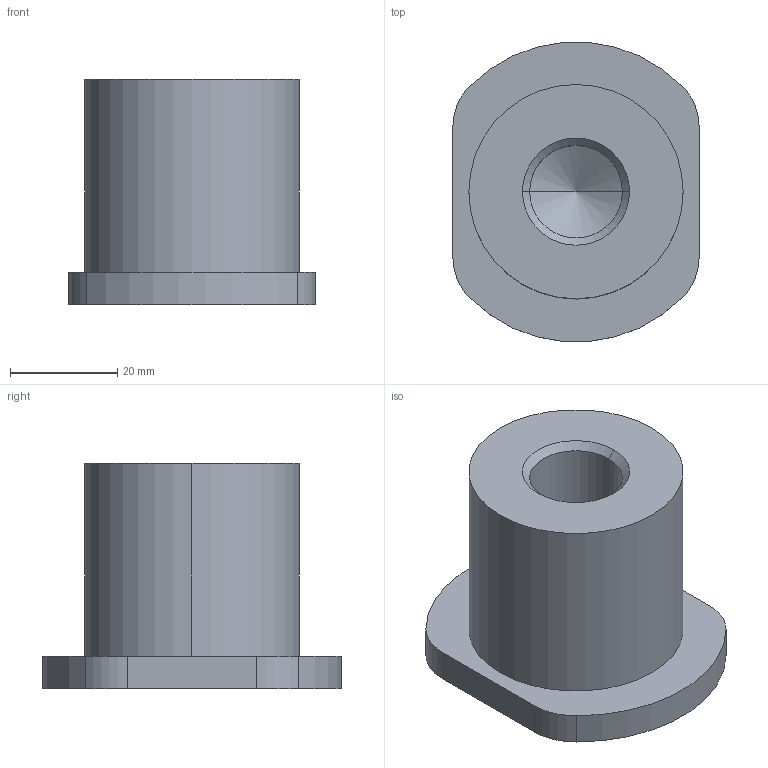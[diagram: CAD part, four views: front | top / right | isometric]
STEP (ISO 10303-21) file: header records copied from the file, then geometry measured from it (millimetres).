
FILE_DESCRIPTION(('STEP AP214'),'1');
FILE_NAME('cctmp_53A6EF6A-A9C3-4A22-9527-37717CC7D5C2_2023_07_07_08_33_50_0170_71300..stp','2023-07-07T06:33:50',('Meusburger Georg GmbH & Co KG'),('CADClick - www.CADClick.com'),'Spatial InterOp 3D',' ','unknown authorization');
FILE_SCHEMA(('AUTOMOTIVE_DESIGN'));
Length unit declared in the file: millimetre
Products named in the file (1): E 1515_20_42
Bounding box: 46 x 55.79 x 42 mm (x, y, z)
Volume: 50334.2 mm3; surface area: 11844.5 mm2
Topology: 1 solids, 1 shells, 22 faces, 50 edges, 31 vertices
Faces by surface type: cylinder 12, plane 6, cone 4
Entity records: 814 total; most frequent: DIRECTION 120, CARTESIAN_POINT 102, ORIENTED_EDGE 96, AXIS2_PLACEMENT_3D 49, EDGE_CURVE 48, VERTEX_POINT 31, CIRCLE 26, EDGE_LOOP 25
